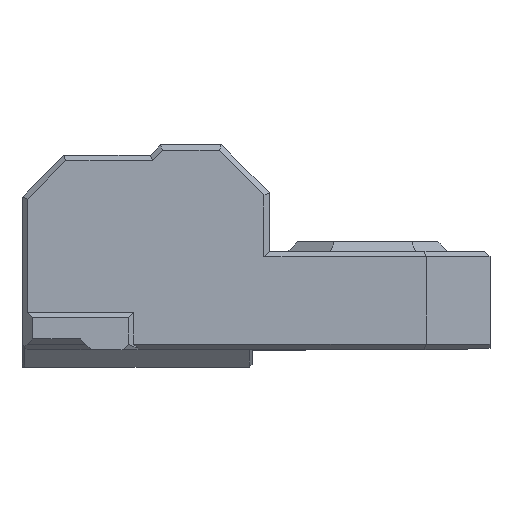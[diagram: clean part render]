
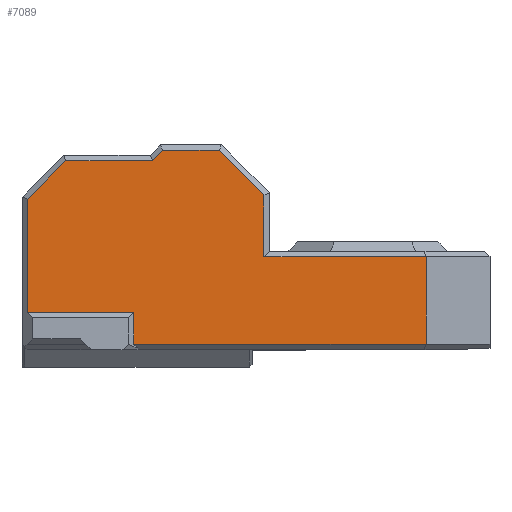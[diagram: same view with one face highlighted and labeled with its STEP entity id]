
A CAD part, top view. The second image highlights one B-rep face of the part: STEP entity #7089.
In plain terms, the highlighted planar face has unit normal (0, 0, 1).
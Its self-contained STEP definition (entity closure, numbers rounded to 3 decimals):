
#338=PLANE('',#7601);
#613=FACE_OUTER_BOUND('',#1023,.T.);
#1023=EDGE_LOOP('',(#5807,#5808,#5809,#5810,#5811,#5812,#5813,#5814,#5815,
#5816,#5817,#5818));
#1719=LINE('',#9823,#2416);
#1747=LINE('',#9902,#2444);
#1781=LINE('',#10006,#2478);
#1785=LINE('',#10013,#2482);
#1788=LINE('',#10018,#2485);
#1854=LINE('',#10188,#2551);
#1858=LINE('',#10196,#2555);
#1861=LINE('',#10202,#2558);
#1864=LINE('',#10208,#2561);
#1867=LINE('',#10214,#2564);
#1870=LINE('',#10219,#2567);
#1874=LINE('',#10225,#2571);
#2416=VECTOR('',#8077,10.);
#2444=VECTOR('',#8157,10.);
#2478=VECTOR('',#8221,10.);
#2482=VECTOR('',#8227,10.);
#2485=VECTOR('',#8232,10.);
#2551=VECTOR('',#8390,10.);
#2555=VECTOR('',#8396,10.);
#2558=VECTOR('',#8401,10.);
#2561=VECTOR('',#8406,10.);
#2564=VECTOR('',#8411,10.);
#2567=VECTOR('',#8416,10.);
#2571=VECTOR('',#8422,10.);
#3109=VERTEX_POINT('',#9818);
#3110=VERTEX_POINT('',#9822);
#3135=VERTEX_POINT('',#9900);
#3171=VERTEX_POINT('',#10003);
#3172=VERTEX_POINT('',#10005);
#3174=VERTEX_POINT('',#10012);
#3219=VERTEX_POINT('',#10186);
#3220=VERTEX_POINT('',#10187);
#3223=VERTEX_POINT('',#10195);
#3225=VERTEX_POINT('',#10201);
#3227=VERTEX_POINT('',#10207);
#3229=VERTEX_POINT('',#10213);
#3841=EDGE_CURVE('',#3109,#3110,#1719,.T.);
#3882=EDGE_CURVE('',#3109,#3135,#1747,.T.);
#3926=EDGE_CURVE('',#3171,#3172,#1781,.T.);
#3930=EDGE_CURVE('',#3174,#3171,#1785,.T.);
#3933=EDGE_CURVE('',#3110,#3174,#1788,.T.);
#4014=EDGE_CURVE('',#3219,#3220,#1854,.T.);
#4018=EDGE_CURVE('',#3220,#3223,#1858,.T.);
#4021=EDGE_CURVE('',#3223,#3225,#1861,.T.);
#4024=EDGE_CURVE('',#3225,#3227,#1864,.T.);
#4027=EDGE_CURVE('',#3227,#3229,#1867,.T.);
#4030=EDGE_CURVE('',#3229,#3135,#1870,.T.);
#4034=EDGE_CURVE('',#3172,#3219,#1874,.T.);
#5807=ORIENTED_EDGE('',*,*,#3841,.F.);
#5808=ORIENTED_EDGE('',*,*,#3882,.T.);
#5809=ORIENTED_EDGE('',*,*,#4030,.F.);
#5810=ORIENTED_EDGE('',*,*,#4027,.F.);
#5811=ORIENTED_EDGE('',*,*,#4024,.F.);
#5812=ORIENTED_EDGE('',*,*,#4021,.F.);
#5813=ORIENTED_EDGE('',*,*,#4018,.F.);
#5814=ORIENTED_EDGE('',*,*,#4014,.F.);
#5815=ORIENTED_EDGE('',*,*,#4034,.F.);
#5816=ORIENTED_EDGE('',*,*,#3926,.F.);
#5817=ORIENTED_EDGE('',*,*,#3930,.F.);
#5818=ORIENTED_EDGE('',*,*,#3933,.F.);
#7089=ADVANCED_FACE('',(#613),#338,.T.);
#7601=AXIS2_PLACEMENT_3D('',#10757,#8830,#8831);
#8077=DIRECTION('',(-1.,0.,0.));
#8157=DIRECTION('',(0.,1.,0.));
#8221=DIRECTION('',(0.,1.,0.));
#8227=DIRECTION('',(-1.,0.,0.));
#8232=DIRECTION('',(0.,1.,0.));
#8390=DIRECTION('',(1.,0.,0.));
#8396=DIRECTION('',(0.687,0.727,0.));
#8401=DIRECTION('',(1.,0.,0.));
#8406=DIRECTION('',(0.707,-0.707,0.));
#8411=DIRECTION('',(0.,-1.,0.));
#8416=DIRECTION('',(1.,0.,0.));
#8422=DIRECTION('',(0.707,0.707,0.));
#8830=DIRECTION('center_axis',(0.,0.,1.));
#8831=DIRECTION('ref_axis',(1.,0.,0.));
#9818=CARTESIAN_POINT('',(44.,-23.,0.));
#9822=CARTESIAN_POINT('',(-11.01,-23.,0.));
#9823=CARTESIAN_POINT('',(3.,-23.,0.));
#9900=CARTESIAN_POINT('',(44.,-6.5,0.));
#9902=CARTESIAN_POINT('',(44.,-24.,0.));
#10003=CARTESIAN_POINT('',(-31.,-17.01,0.));
#10005=CARTESIAN_POINT('',(-31.,4.263,0.));
#10006=CARTESIAN_POINT('',(-31.,-12.125,0.));
#10012=CARTESIAN_POINT('',(-11.01,-17.01,0.));
#10013=CARTESIAN_POINT('',(-10.25,-17.01,0.));
#10018=CARTESIAN_POINT('',(-11.01,-13.875,0.));
#10186=CARTESIAN_POINT('',(-23.763,11.5,0.));
#10187=CARTESIAN_POINT('',(-7.458,11.5,0.));
#10188=CARTESIAN_POINT('',(-16.339,11.5,0.));
#10195=CARTESIAN_POINT('',(-5.569,13.5,0.));
#10196=CARTESIAN_POINT('',(-10.667,8.102,0.));
#10201=CARTESIAN_POINT('',(5.086,13.5,0.));
#10202=CARTESIAN_POINT('',(-1.5,13.5,0.));
#10207=CARTESIAN_POINT('',(13.5,5.086,0.));
#10208=CARTESIAN_POINT('',(10.605,7.98,0.));
#10213=CARTESIAN_POINT('',(13.5,-6.5,0.));
#10214=CARTESIAN_POINT('',(13.5,-2.375,0.));
#10219=CARTESIAN_POINT('',(5.75,-6.5,0.));
#10225=CARTESIAN_POINT('',(-27.525,7.739,0.));
#10757=CARTESIAN_POINT('Origin',(-8.5,-4.75,0.));
